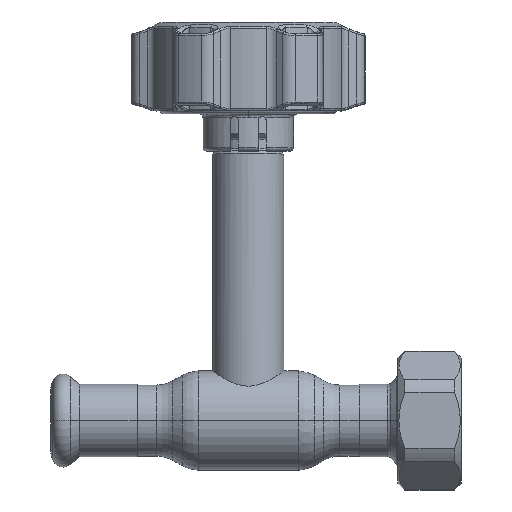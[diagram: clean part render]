
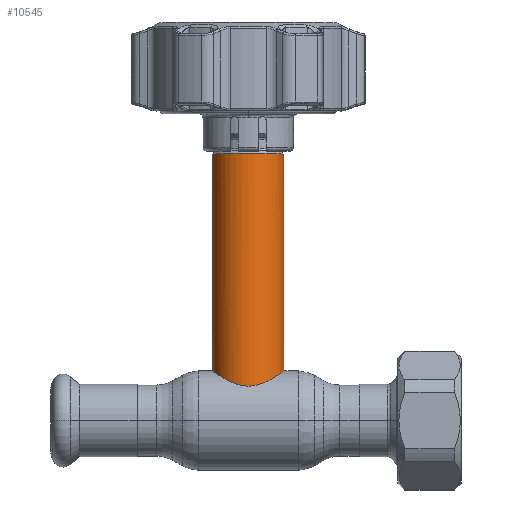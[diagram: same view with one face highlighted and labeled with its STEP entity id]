
A CAD part, top view. The second image highlights one B-rep face of the part: STEP entity #10545.
In plain terms, the highlighted cylindrical face has radius 9 mm (diameter 18 mm), a partial arc.
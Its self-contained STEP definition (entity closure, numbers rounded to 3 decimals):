
#178 = CARTESIAN_POINT ( 'NONE',  ( -6.736, 10.978, 5.996 ) ) ;
#356 = CARTESIAN_POINT ( 'NONE',  ( -9., 12.5, 0. ) ) ;
#534 = CARTESIAN_POINT ( 'NONE',  ( 9., 12.5, 0.306 ) ) ;
#709 = CARTESIAN_POINT ( 'NONE',  ( -8.389, 12.068, 3.272 ) ) ;
#2749 = CARTESIAN_POINT ( 'NONE',  ( 6.537, 10.861, 6.192 ) ) ;
#2924 = CARTESIAN_POINT ( 'NONE',  ( -7.101, 11.208, 5.56 ) ) ;
#3160 = DIRECTION ( 'NONE',  ( 0., -1., 0. ) ) ;
#3296 = CARTESIAN_POINT ( 'NONE',  ( 1.225, 8.756, 8.921 ) ) ;
#3461 = CARTESIAN_POINT ( 'NONE',  ( -0.611, 8.691, 8.985 ) ) ;
#4141 = ORIENTED_EDGE ( 'NONE', *, *, #29458, .F. ) ;
#4830 = CARTESIAN_POINT ( 'NONE',  ( 0., 0., 0. ) ) ;
#5118 = DIRECTION ( 'NONE',  ( 0., -1., 0. ) ) ;
#5792 = CARTESIAN_POINT ( 'NONE',  ( 0., 67.169, 0. ) ) ;
#6279 = CARTESIAN_POINT ( 'NONE',  ( 3.784, 9.461, 8.171 ) ) ;
#6481 = ORIENTED_EDGE ( 'NONE', *, *, #24011, .T. ) ;
#7519 = EDGE_LOOP ( 'NONE', ( #4141, #6481, #28123, #20941 ) ) ;
#7641 = LINE ( 'NONE', #25289, #10834 ) ;
#8319 = B_SPLINE_CURVE_WITH_KNOTS ( 'NONE', 3,
 ( #356, #9246, #31347, #28764, #20348, #25410, #709, #28928, #16998, #14764, #33955, #2924, #178, #31706, #20540, #25598, #34325, #11477, #26138, #28214, #22793, #36799, #14403, #3461, #11661, #12004, #23354, #3296, #31895, #14045, #34147, #6279, #34688, #14582, #11823, #16819, #22984, #2749, #8879, #11279, #8512, #23163, #8697, #17545, #22605, #25964, #28397, #19993, #534, #31521 ),
 .UNSPECIFIED., .F., .F.,
 ( 4, 2, 2, 2, 2, 2, 2, 2, 2, 2, 2, 2, 2, 2, 2, 2, 2, 2, 2, 2, 2, 2, 2, 2, 4 ),
 ( 0., 0.002, 0.003, 0.004, 0.005, 0.006, 0.007, 0.009, 0.011, 0.012, 0.013, 0.014, 0.015, 0.016, 0.017, 0.018, 0.019, 0.02, 0.022, 0.023, 0.024, 0.026, 0.028, 0.028, 0.029 ),
 .UNSPECIFIED. ) ;
#8512 = CARTESIAN_POINT ( 'NONE',  ( 7.268, 11.316, 5.316 ) ) ;
#8574 = DIRECTION ( 'NONE',  ( -1., 0., 0. ) ) ;
#8697 = CARTESIAN_POINT ( 'NONE',  ( 8.034, 11.823, 4.099 ) ) ;
#8879 = CARTESIAN_POINT ( 'NONE',  ( 6.731, 10.979, 5.981 ) ) ;
#9246 = CARTESIAN_POINT ( 'NONE',  ( -9., 12.5, 0.621 ) ) ;
#10545 = ADVANCED_FACE ( 'NONE', ( #24901 ), #27884, .T. ) ;
#10834 = VECTOR ( 'NONE', #3160, 1000. ) ;
#11279 = CARTESIAN_POINT ( 'NONE',  ( 7.096, 11.206, 5.543 ) ) ;
#11477 = CARTESIAN_POINT ( 'NONE',  ( -3.248, 9.26, 8.398 ) ) ;
#11661 = CARTESIAN_POINT ( 'NONE',  ( -0.301, 8.674, 9. ) ) ;
#11823 = CARTESIAN_POINT ( 'NONE',  ( 4.793, 9.909, 7.623 ) ) ;
#12004 = CARTESIAN_POINT ( 'NONE',  ( 0.312, 8.675, 9. ) ) ;
#12534 = VERTEX_POINT ( 'NONE', #16342 ) ;
#12992 = DIRECTION ( 'NONE',  ( 0., -1., 0. ) ) ;
#13823 = CARTESIAN_POINT ( 'NONE',  ( 9., 0., 0. ) ) ;
#14045 = CARTESIAN_POINT ( 'NONE',  ( 2.419, 8.987, 8.69 ) ) ;
#14403 = CARTESIAN_POINT ( 'NONE',  ( -1.224, 8.755, 8.922 ) ) ;
#14551 = AXIS2_PLACEMENT_3D ( 'NONE', #5792, #34563, #8574 ) ;
#14582 = CARTESIAN_POINT ( 'NONE',  ( 4.551, 9.793, 7.77 ) ) ;
#14764 = CARTESIAN_POINT ( 'NONE',  ( -7.746, 11.629, 4.592 ) ) ;
#16039 = CARTESIAN_POINT ( 'NONE',  ( 9., 67.169, 0. ) ) ;
#16342 = CARTESIAN_POINT ( 'NONE',  ( -9., 12.5, 0. ) ) ;
#16819 = CARTESIAN_POINT ( 'NONE',  ( 5.496, 10.261, 7.15 ) ) ;
#16998 = CARTESIAN_POINT ( 'NONE',  ( -8.027, 11.819, 4.08 ) ) ;
#17545 = CARTESIAN_POINT ( 'NONE',  ( 8.506, 12.148, 3. ) ) ;
#19018 = VERTEX_POINT ( 'NONE', #34411 ) ;
#19993 = CARTESIAN_POINT ( 'NONE',  ( 8.984, 12.489, 0.613 ) ) ;
#20348 = CARTESIAN_POINT ( 'NONE',  ( -8.676, 12.268, 2.414 ) ) ;
#20540 = CARTESIAN_POINT ( 'NONE',  ( -5.487, 10.257, 7.156 ) ) ;
#20941 = ORIENTED_EDGE ( 'NONE', *, *, #31345, .T. ) ;
#22605 = CARTESIAN_POINT ( 'NONE',  ( 8.688, 12.277, 2.426 ) ) ;
#22793 = CARTESIAN_POINT ( 'NONE',  ( -2.114, 8.924, 8.753 ) ) ;
#22984 = CARTESIAN_POINT ( 'NONE',  ( 5.931, 10.503, 6.794 ) ) ;
#23163 = CARTESIAN_POINT ( 'NONE',  ( 7.753, 11.632, 4.607 ) ) ;
#23354 = CARTESIAN_POINT ( 'NONE',  ( 0.617, 8.691, 8.984 ) ) ;
#24011 = EDGE_CURVE ( 'NONE', #25355, #27925, #30597, .T. ) ;
#24686 = AXIS2_PLACEMENT_3D ( 'NONE', #4830, #12992, #30094 ) ;
#24901 = FACE_OUTER_BOUND ( 'NONE', #7519, .T. ) ;
#25289 = CARTESIAN_POINT ( 'NONE',  ( -9., 0., 0. ) ) ;
#25355 = VERTEX_POINT ( 'NONE', #16039 ) ;
#25410 = CARTESIAN_POINT ( 'NONE',  ( -8.494, 12.14, 2.992 ) ) ;
#25598 = CARTESIAN_POINT ( 'NONE',  ( -4.549, 9.787, 7.786 ) ) ;
#25962 = EDGE_CURVE ( 'NONE', #27925, #12534, #7641, .T. ) ;
#25964 = CARTESIAN_POINT ( 'NONE',  ( 8.874, 12.409, 1.533 ) ) ;
#26138 = CARTESIAN_POINT ( 'NONE',  ( -2.97, 9.165, 8.501 ) ) ;
#27884 = CYLINDRICAL_SURFACE ( 'NONE', #24686, 9. ) ;
#27925 = VERTEX_POINT ( 'NONE', #30689 ) ;
#28123 = ORIENTED_EDGE ( 'NONE', *, *, #25962, .T. ) ;
#28214 = CARTESIAN_POINT ( 'NONE',  ( -2.403, 8.997, 8.678 ) ) ;
#28397 = CARTESIAN_POINT ( 'NONE',  ( 8.921, 12.443, 1.229 ) ) ;
#28764 = CARTESIAN_POINT ( 'NONE',  ( -8.752, 12.323, 2.119 ) ) ;
#28928 = CARTESIAN_POINT ( 'NONE',  ( -8.156, 11.907, 3.816 ) ) ;
#29458 = EDGE_CURVE ( 'NONE', #25355, #19018, #36580, .T. ) ;
#30094 = DIRECTION ( 'NONE',  ( -1., 0., 0. ) ) ;
#30597 = CIRCLE ( 'NONE', #14551, 9. ) ;
#30689 = CARTESIAN_POINT ( 'NONE',  ( -9., 67.169, 0. ) ) ;
#31345 = EDGE_CURVE ( 'NONE', #12534, #19018, #8319, .T. ) ;
#31347 = CARTESIAN_POINT ( 'NONE',  ( -8.936, 12.454, 1.228 ) ) ;
#31521 = CARTESIAN_POINT ( 'NONE',  ( 9., 12.5, 0. ) ) ;
#31706 = CARTESIAN_POINT ( 'NONE',  ( -5.93, 10.503, 6.793 ) ) ;
#31895 = CARTESIAN_POINT ( 'NONE',  ( 1.53, 8.804, 8.874 ) ) ;
#33955 = CARTESIAN_POINT ( 'NONE',  ( -7.592, 11.527, 4.842 ) ) ;
#34147 = CARTESIAN_POINT ( 'NONE',  ( 2.98, 9.159, 8.512 ) ) ;
#34325 = CARTESIAN_POINT ( 'NONE',  ( -4.05, 9.561, 8.058 ) ) ;
#34411 = CARTESIAN_POINT ( 'NONE',  ( 9., 12.5, 0. ) ) ;
#34563 = DIRECTION ( 'NONE',  ( 0., -1., 0. ) ) ;
#34688 = CARTESIAN_POINT ( 'NONE',  ( 4.046, 9.569, 8.044 ) ) ;
#36580 = LINE ( 'NONE', #13823, #36689 ) ;
#36689 = VECTOR ( 'NONE', #5118, 1000. ) ;
#36799 = CARTESIAN_POINT ( 'NONE',  ( -1.525, 8.803, 8.875 ) ) ;
